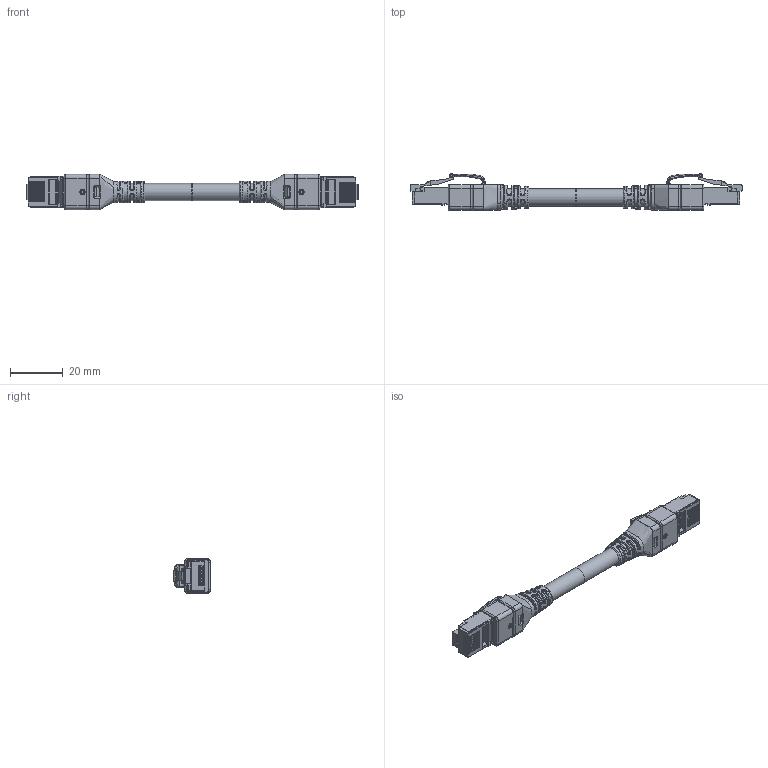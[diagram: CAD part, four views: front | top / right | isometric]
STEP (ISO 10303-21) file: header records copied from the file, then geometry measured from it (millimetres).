
FILE_DESCRIPTION(/* description */ (''),/* implementation_level */ '2;1');
FILE_NAME(/* name */ '100789546ugm000_a.stp',/* time_stamp */ '2018-05-25T12:20:22+02:00',/* author */ (''),/* organization */ (''),/* preprocessor_version */ 'ST-DEVELOPER v16.7',/* originating_system */ 'SIEMENS PLM Software NX 12.0',/* authorisation */ '');
FILE_SCHEMA (('AUTOMOTIVE_DESIGN { 1 0 10303 214 3 1 1 1 }'));
Products named in the file (1): 100789546ugm000_a
Bounding box: 125.3 x 13.8 x 13.3 mm (x, y, z)
Surface area: 8509 mm2 (no closed solid volume)
Topology: 0 solids, 2 shells, 1516 faces, 4188 edges, 2659 vertices
Faces by surface type: plane 810, cylinder 430, bspline 140, torus 100, sphere 20, cone 10, extrusion 6
Full cylindrical faces by diameter (mm): 1.5 x2, 6.5 x2, 6.9 x2, 7.2 x2
Entity records: 73033 total; most frequent: CARTESIAN_POINT 25135, ORIENTED_EDGE 8134, DIRECTION 7240, EDGE_CURVE 4110, VECTOR 2724, LINE 2718, VERTEX_POINT 2589, AXIS2_PLACEMENT_3D 2258
